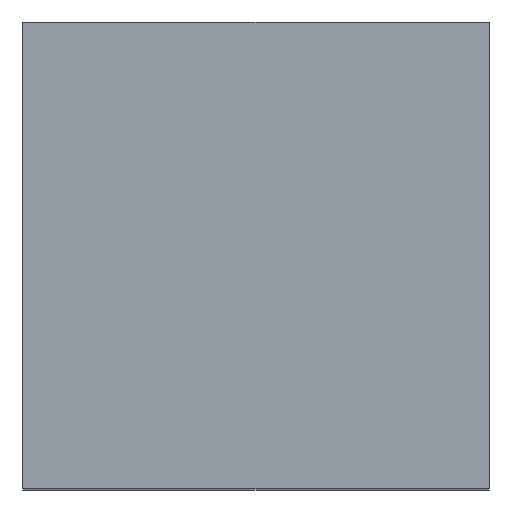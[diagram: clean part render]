
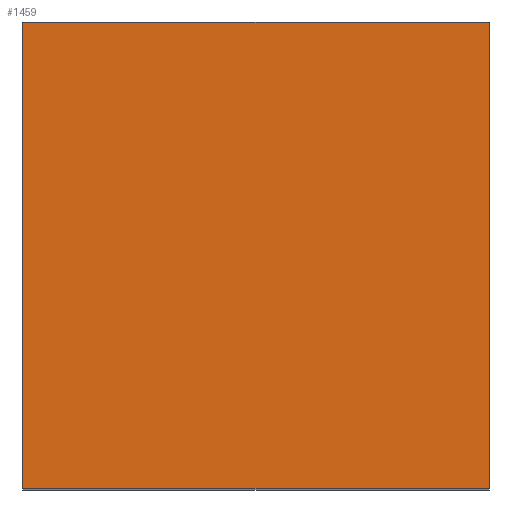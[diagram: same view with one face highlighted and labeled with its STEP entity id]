
A CAD part, top view. The second image highlights one B-rep face of the part: STEP entity #1459.
In plain terms, the highlighted face is planar.
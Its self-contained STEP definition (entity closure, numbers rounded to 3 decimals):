
#155 = VECTOR ( 'NONE', #1140, 1000. ) ;
#163 = ORIENTED_EDGE ( 'NONE', *, *, #2097, .F. ) ;
#287 = FACE_OUTER_BOUND ( 'NONE', #1892, .T. ) ;
#360 = CARTESIAN_POINT ( 'NONE',  ( 40., -48.5, -68. ) ) ;
#389 = DIRECTION ( 'NONE',  ( 0., 0., 1. ) ) ;
#455 = ORIENTED_EDGE ( 'NONE', *, *, #2561, .F. ) ;
#476 = CARTESIAN_POINT ( 'NONE',  ( 40., -48.5, 12. ) ) ;
#492 = VERTEX_POINT ( 'NONE', #1613 ) ;
#567 = VERTEX_POINT ( 'NONE', #476 ) ;
#591 = LINE ( 'NONE', #360, #1411 ) ;
#743 = DIRECTION ( 'NONE',  ( 0., -1., 0. ) ) ;
#989 = EDGE_CURVE ( 'NONE', #2042, #492, #1917, .T. ) ;
#1113 = ORIENTED_EDGE ( 'NONE', *, *, #1175, .T. ) ;
#1119 = CARTESIAN_POINT ( 'NONE',  ( 40., -48.5, -68. ) ) ;
#1140 = DIRECTION ( 'NONE',  ( 1., 0., 0. ) ) ;
#1175 = EDGE_CURVE ( 'NONE', #492, #567, #591, .T. ) ;
#1411 = VECTOR ( 'NONE', #2009, 1000. ) ;
#1459 = ADVANCED_FACE ( 'NONE', ( #287 ), #2137, .T. ) ;
#1468 = CARTESIAN_POINT ( 'NONE',  ( -40., -48.5, 12. ) ) ;
#1537 = CARTESIAN_POINT ( 'NONE',  ( 40., -48.5, -68. ) ) ;
#1591 = CARTESIAN_POINT ( 'NONE',  ( 40., -48.5, 12. ) ) ;
#1613 = CARTESIAN_POINT ( 'NONE',  ( 40., -48.5, -68. ) ) ;
#1722 = VECTOR ( 'NONE', #2411, 1000. ) ;
#1778 = CARTESIAN_POINT ( 'NONE',  ( -40., -48.5, -68. ) ) ;
#1820 = AXIS2_PLACEMENT_3D ( 'NONE', #1119, #743, #2545 ) ;
#1852 = VERTEX_POINT ( 'NONE', #1468 ) ;
#1892 = EDGE_LOOP ( 'NONE', ( #163, #455, #2516, #1113 ) ) ;
#1917 = LINE ( 'NONE', #1537, #155 ) ;
#2009 = DIRECTION ( 'NONE',  ( 0., 0., 1. ) ) ;
#2039 = CARTESIAN_POINT ( 'NONE',  ( -40., -48.5, -68. ) ) ;
#2042 = VERTEX_POINT ( 'NONE', #1778 ) ;
#2097 = EDGE_CURVE ( 'NONE', #1852, #567, #2369, .T. ) ;
#2137 = PLANE ( 'NONE',  #1820 ) ;
#2144 = VECTOR ( 'NONE', #389, 1000. ) ;
#2369 = LINE ( 'NONE', #1591, #1722 ) ;
#2411 = DIRECTION ( 'NONE',  ( 1., 0., 0. ) ) ;
#2516 = ORIENTED_EDGE ( 'NONE', *, *, #989, .T. ) ;
#2545 = DIRECTION ( 'NONE',  ( 1., 0., 0. ) ) ;
#2561 = EDGE_CURVE ( 'NONE', #2042, #1852, #2641, .T. ) ;
#2641 = LINE ( 'NONE', #2039, #2144 ) ;
